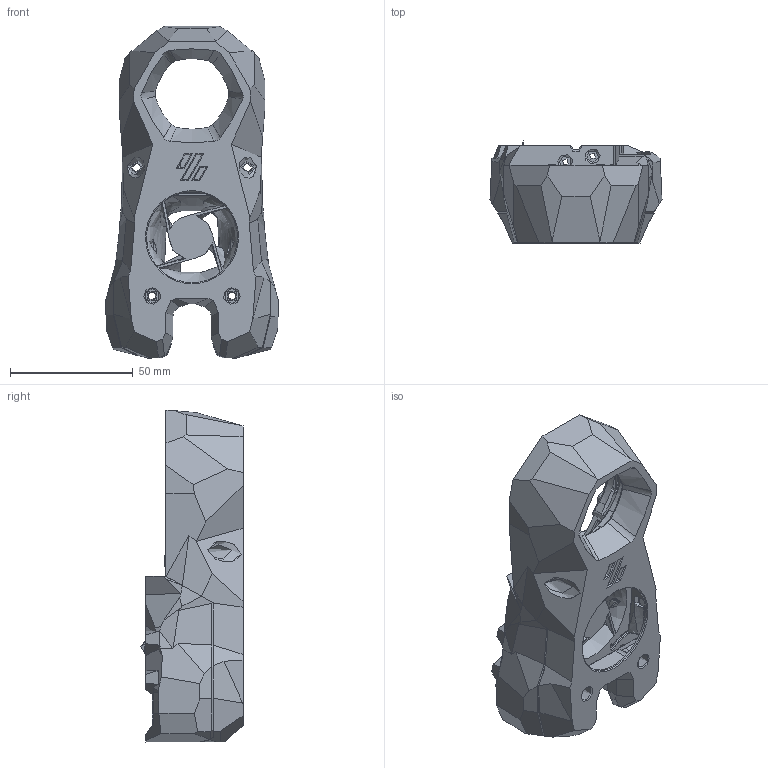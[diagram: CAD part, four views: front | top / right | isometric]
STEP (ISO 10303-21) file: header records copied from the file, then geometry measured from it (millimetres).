
FILE_DESCRIPTION(/* description */ (''),/* implementation_level */ '2;1');
FILE_NAME(/* name */ 'Stealth_Rapido_UHF.step',/* time_stamp */ '2022-09-12T00:19:48-06:00',/* author */ (''),/* organization */ (''),/* preprocessor_version */ 'ST-DEVELOPER v19',/* originating_system */ 'Autodesk Translation Framework v11.7.0.108',/* authorisation */ '');
FILE_SCHEMA (('AUTOMOTIVE_DESIGN { 1 0 10303 214 3 1 1 }'));
Products named in the file (4): (Unsaved); SBRapido TH Front; SBRapido TH Rear CW2; Stealth_UHF_Cowling v1
Assembly tree (3 placements, depth 2):
  (Unsaved)
    SBRapido TH Front
    SBRapido TH Rear CW2
    Stealth_UHF_Cowling v1
Bounding box: 70 x 41.55 x 135.1 mm (x, y, z)
Volume: 88567.9 mm3; surface area: 59183 mm2
Topology: 3 solids, 9 shells, 1906 faces, 5682 edges, 3736 vertices
Faces by surface type: plane 1017, bspline 393, cylinder 371, cone 81, torus 25, sphere 19
Full cylindrical faces by diameter (mm): 2.7 x2, 3.4 x4, 3.5 x2, 4.6 x2, 4.7 x2, 5 x2, 6 x4
Entity records: 118570 total; most frequent: CARTESIAN_POINT 70553, ORIENTED_EDGE 11266, DIRECTION 8277, EDGE_CURVE 5633, VERTEX_POINT 3736, LINE 2999, VECTOR 2999, AXIS2_PLACEMENT_3D 2639
